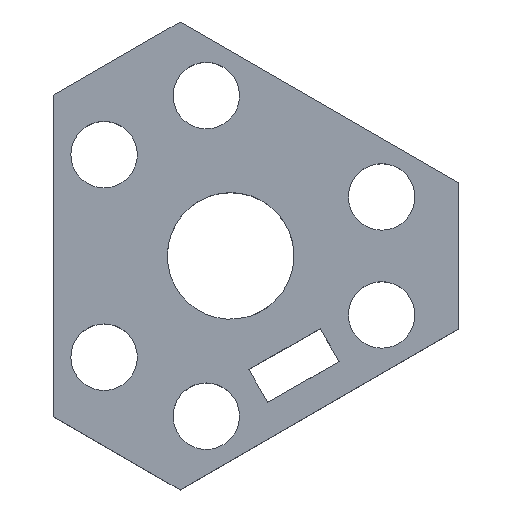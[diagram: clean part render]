
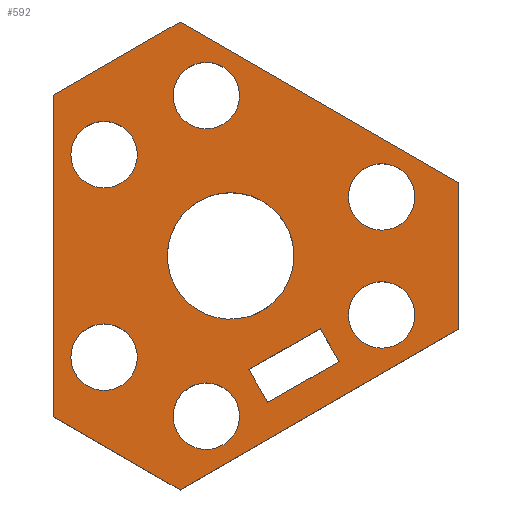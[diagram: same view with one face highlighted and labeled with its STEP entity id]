
A CAD part, top view. The second image highlights one B-rep face of the part: STEP entity #592.
In plain terms, the highlighted planar face has unit normal (0, 0, 1).
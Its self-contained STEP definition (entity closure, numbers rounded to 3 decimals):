
#25=FACE_BOUND('',#122,.T.);
#26=FACE_BOUND('',#123,.T.);
#27=FACE_BOUND('',#124,.T.);
#28=FACE_BOUND('',#125,.T.);
#29=FACE_BOUND('',#126,.T.);
#30=FACE_BOUND('',#127,.T.);
#31=FACE_BOUND('',#128,.T.);
#32=FACE_BOUND('',#129,.T.);
#46=PLANE('',#661);
#83=FACE_OUTER_BOUND('',#121,.T.);
#121=EDGE_LOOP('',(#531,#532,#533,#534,#535,#536));
#122=EDGE_LOOP('',(#537));
#123=EDGE_LOOP('',(#538));
#124=EDGE_LOOP('',(#539,#540,#541,#542));
#125=EDGE_LOOP('',(#543));
#126=EDGE_LOOP('',(#544));
#127=EDGE_LOOP('',(#545,#546,#547,#548));
#128=EDGE_LOOP('',(#549));
#129=EDGE_LOOP('',(#550));
#140=ELLIPSE('',#621,5.367,5.185);
#148=CIRCLE('',#629,5.);
#150=CIRCLE('',#632,2.625);
#152=CIRCLE('',#635,2.625);
#155=CIRCLE('',#639,2.625);
#157=CIRCLE('',#642,2.625);
#158=CIRCLE('',#644,2.625);
#160=CIRCLE('',#647,2.625);
#178=LINE('',#936,#231);
#181=LINE('',#943,#234);
#186=LINE('',#954,#239);
#189=LINE('',#961,#242);
#194=LINE('',#972,#247);
#196=LINE('',#975,#249);
#199=LINE('',#979,#252);
#205=LINE('',#991,#258);
#207=LINE('',#994,#260);
#212=LINE('',#1001,#265);
#213=LINE('',#1002,#266);
#214=LINE('',#1003,#267);
#231=VECTOR('',#763,10.);
#234=VECTOR('',#768,10.);
#239=VECTOR('',#775,10.);
#242=VECTOR('',#780,10.);
#247=VECTOR('',#787,10.);
#249=VECTOR('',#791,10.);
#252=VECTOR('',#796,10.);
#258=VECTOR('',#808,10.);
#260=VECTOR('',#812,10.);
#265=VECTOR('',#821,10.);
#266=VECTOR('',#822,10.);
#267=VECTOR('',#823,10.);
#281=VERTEX_POINT('',#873);
#282=VERTEX_POINT('',#875);
#283=VERTEX_POINT('',#885);
#285=VERTEX_POINT('',#888);
#287=VERTEX_POINT('',#894);
#289=VERTEX_POINT('',#900);
#292=VERTEX_POINT('',#908);
#294=VERTEX_POINT('',#914);
#295=VERTEX_POINT('',#918);
#297=VERTEX_POINT('',#924);
#301=VERTEX_POINT('',#933);
#302=VERTEX_POINT('',#935);
#303=VERTEX_POINT('',#939);
#305=VERTEX_POINT('',#942);
#309=VERTEX_POINT('',#951);
#310=VERTEX_POINT('',#953);
#311=VERTEX_POINT('',#957);
#313=VERTEX_POINT('',#960);
#317=VERTEX_POINT('',#969);
#318=VERTEX_POINT('',#971);
#336=EDGE_CURVE('',#282,#281,#140,.T.);
#343=EDGE_CURVE('',#285,#283,#148,.T.);
#346=EDGE_CURVE('',#287,#287,#150,.T.);
#349=EDGE_CURVE('',#289,#289,#152,.T.);
#354=EDGE_CURVE('',#292,#292,#155,.T.);
#357=EDGE_CURVE('',#294,#294,#157,.T.);
#358=EDGE_CURVE('',#295,#295,#158,.T.);
#361=EDGE_CURVE('',#297,#297,#160,.T.);
#366=EDGE_CURVE('',#302,#301,#178,.T.);
#369=EDGE_CURVE('',#305,#303,#181,.T.);
#374=EDGE_CURVE('',#310,#309,#186,.T.);
#377=EDGE_CURVE('',#313,#311,#189,.T.);
#382=EDGE_CURVE('',#318,#317,#194,.T.);
#384=EDGE_CURVE('',#317,#313,#196,.T.);
#387=EDGE_CURVE('',#311,#318,#199,.T.);
#393=EDGE_CURVE('',#283,#282,#205,.T.);
#395=EDGE_CURVE('',#281,#285,#207,.T.);
#400=EDGE_CURVE('',#310,#301,#212,.T.);
#401=EDGE_CURVE('',#305,#309,#213,.T.);
#402=EDGE_CURVE('',#302,#303,#214,.T.);
#531=ORIENTED_EDGE('',*,*,#366,.T.);
#532=ORIENTED_EDGE('',*,*,#400,.F.);
#533=ORIENTED_EDGE('',*,*,#374,.T.);
#534=ORIENTED_EDGE('',*,*,#401,.F.);
#535=ORIENTED_EDGE('',*,*,#369,.T.);
#536=ORIENTED_EDGE('',*,*,#402,.F.);
#537=ORIENTED_EDGE('',*,*,#361,.T.);
#538=ORIENTED_EDGE('',*,*,#358,.T.);
#539=ORIENTED_EDGE('',*,*,#393,.T.);
#540=ORIENTED_EDGE('',*,*,#336,.T.);
#541=ORIENTED_EDGE('',*,*,#395,.T.);
#542=ORIENTED_EDGE('',*,*,#343,.T.);
#543=ORIENTED_EDGE('',*,*,#357,.T.);
#544=ORIENTED_EDGE('',*,*,#346,.T.);
#545=ORIENTED_EDGE('',*,*,#387,.T.);
#546=ORIENTED_EDGE('',*,*,#382,.T.);
#547=ORIENTED_EDGE('',*,*,#384,.T.);
#548=ORIENTED_EDGE('',*,*,#377,.T.);
#549=ORIENTED_EDGE('',*,*,#354,.T.);
#550=ORIENTED_EDGE('',*,*,#349,.T.);
#592=ADVANCED_FACE('',(#83,#25,#26,#27,#28,#29,#30,#31,#32),#46,.T.);
#621=AXIS2_PLACEMENT_3D('',#876,#694,#695);
#629=AXIS2_PLACEMENT_3D('',#889,#712,#713);
#632=AXIS2_PLACEMENT_3D('',#895,#719,#720);
#635=AXIS2_PLACEMENT_3D('',#901,#726,#727);
#639=AXIS2_PLACEMENT_3D('',#910,#736,#737);
#642=AXIS2_PLACEMENT_3D('',#916,#743,#744);
#644=AXIS2_PLACEMENT_3D('',#919,#747,#748);
#647=AXIS2_PLACEMENT_3D('',#925,#754,#755);
#661=AXIS2_PLACEMENT_3D('',#1000,#819,#820);
#694=DIRECTION('center_axis',(0.,0.,-1.));
#695=DIRECTION('ref_axis',(-0.5,0.866,0.));
#712=DIRECTION('center_axis',(0.,0.,-1.));
#713=DIRECTION('ref_axis',(-1.,0.,0.));
#719=DIRECTION('center_axis',(0.,0.,-1.));
#720=DIRECTION('ref_axis',(1.,0.,0.));
#726=DIRECTION('center_axis',(0.,0.,-1.));
#727=DIRECTION('ref_axis',(1.,0.,0.));
#736=DIRECTION('center_axis',(0.,0.,-1.));
#737=DIRECTION('ref_axis',(-1.,0.,0.));
#743=DIRECTION('center_axis',(0.,0.,-1.));
#744=DIRECTION('ref_axis',(-1.,0.,0.));
#747=DIRECTION('center_axis',(0.,0.,-1.));
#748=DIRECTION('ref_axis',(1.,0.,0.));
#754=DIRECTION('center_axis',(0.,0.,-1.));
#755=DIRECTION('ref_axis',(1.,0.,0.));
#763=DIRECTION('',(0.866,-0.5,0.));
#768=DIRECTION('',(-0.866,-0.5,0.));
#775=DIRECTION('',(0.,1.,0.));
#780=DIRECTION('',(-0.5,0.866,0.));
#787=DIRECTION('',(0.5,-0.866,0.));
#791=DIRECTION('',(-0.866,-0.5,0.));
#796=DIRECTION('',(0.866,0.5,0.));
#808=DIRECTION('',(-0.669,-0.743,0.));
#812=DIRECTION('',(-0.978,-0.208,0.));
#819=DIRECTION('center_axis',(0.,0.,1.));
#820=DIRECTION('ref_axis',(1.,0.,0.));
#821=DIRECTION('',(-0.866,-0.5,0.));
#822=DIRECTION('',(0.866,-0.5,0.));
#823=DIRECTION('',(0.,1.,0.));
#873=CARTESIAN_POINT('',(-0.455,-4.755,9.));
#875=CARTESIAN_POINT('',(1.346,-3.716,9.));
#876=CARTESIAN_POINT('Origin',(-2.184,0.318,9.));
#885=CARTESIAN_POINT('',(2.045,-2.939,9.));
#888=CARTESIAN_POINT('',(-1.477,-4.973,9.));
#889=CARTESIAN_POINT('Origin',(-2.,0.,9.));
#894=CARTESIAN_POINT('',(-6.553,12.66,9.));
#895=CARTESIAN_POINT('Origin',(-3.928,12.66,9.));
#900=CARTESIAN_POINT('',(7.303,4.66,9.));
#901=CARTESIAN_POINT('Origin',(9.928,4.66,9.));
#908=CARTESIAN_POINT('',(12.553,-4.66,9.));
#910=CARTESIAN_POINT('Origin',(9.928,-4.66,9.));
#914=CARTESIAN_POINT('',(-1.303,-12.66,9.));
#916=CARTESIAN_POINT('Origin',(-3.928,-12.66,9.));
#918=CARTESIAN_POINT('',(-14.625,8.,9.));
#919=CARTESIAN_POINT('Origin',(-12.,8.,9.));
#924=CARTESIAN_POINT('',(-14.625,-8.,9.));
#925=CARTESIAN_POINT('Origin',(-12.,-8.,9.));
#933=CARTESIAN_POINT('',(-6.,-18.475,9.));
#935=CARTESIAN_POINT('',(-16.,-12.702,9.));
#936=CARTESIAN_POINT('',(-10.932,-15.628,9.));
#939=CARTESIAN_POINT('',(-16.,12.702,9.));
#942=CARTESIAN_POINT('',(-6.,18.475,9.));
#943=CARTESIAN_POINT('',(-11.,15.588,9.));
#951=CARTESIAN_POINT('',(16.,5.774,9.));
#953=CARTESIAN_POINT('',(16.,-5.774,9.));
#954=CARTESIAN_POINT('',(16.,-0.079,9.));
#957=CARTESIAN_POINT('',(-0.565,-8.986,9.));
#960=CARTESIAN_POINT('',(0.935,-11.584,9.));
#961=CARTESIAN_POINT('',(-2.269,-6.034,9.));
#969=CARTESIAN_POINT('',(6.565,-8.334,9.));
#971=CARTESIAN_POINT('',(5.065,-5.736,9.));
#972=CARTESIAN_POINT('',(3.36,-2.784,9.));
#975=CARTESIAN_POINT('',(3.775,-9.945,9.));
#979=CARTESIAN_POINT('',(2.275,-7.347,9.));
#991=CARTESIAN_POINT('',(1.606,-3.427,9.));
#994=CARTESIAN_POINT('',(-0.839,-4.837,9.));
#1000=CARTESIAN_POINT('Origin',(-1.909,-0.157,9.));
#1001=CARTESIAN_POINT('',(5.025,-12.11,9.));
#1002=CARTESIAN_POINT('',(5.068,12.085,9.));
#1003=CARTESIAN_POINT('',(-16.,-0.079,9.));
